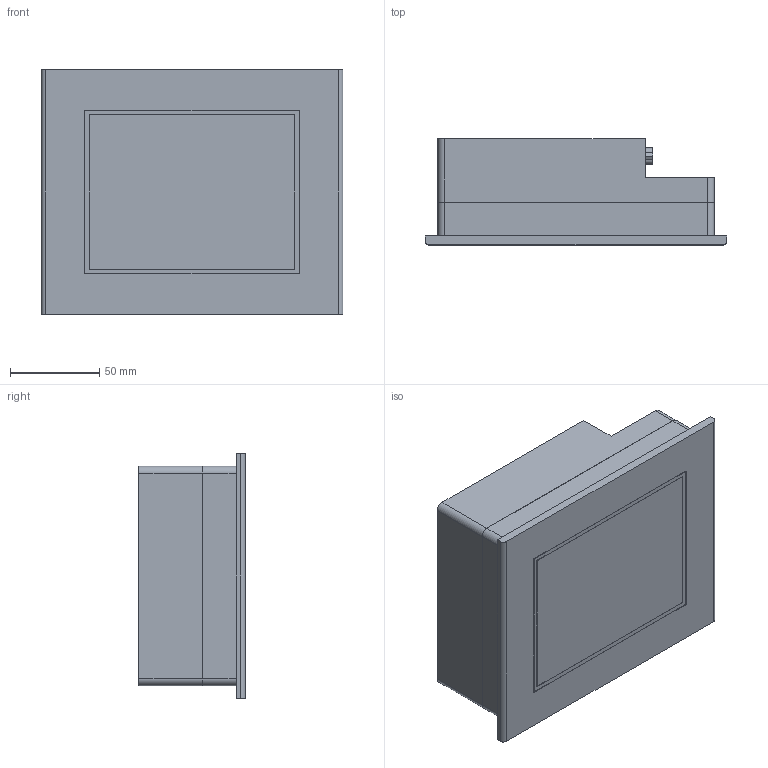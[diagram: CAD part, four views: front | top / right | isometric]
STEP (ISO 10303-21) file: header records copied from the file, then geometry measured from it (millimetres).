
FILE_DESCRIPTION(('starvars output'),'2;1');
FILE_NAME('HMIGTO2315_3D.stp','17:23:55 2020/04/01',( 'Thomas Industrial Network Germany GmbH'),( 'Thomas Industrial Network Germany GmbH'),'unknown preprocess','ACIS' ,'unknown authorization');
FILE_SCHEMA(('CONFIG_CONTROL_DESIGN {UNKNOWN IMPLEMENTATION LEVEL}'));
Length unit declared in the file: millimetre
Products named in the file (1): PRODUCT_ID_141
Bounding box: 169 x 59.5 x 137 mm (x, y, z)
Volume: 1043799.5 mm3; surface area: 81555 mm2
Topology: 1 solids, 1 shells, 253 faces, 624 edges, 416 vertices
Faces by surface type: plane 208, cylinder 45
Entity records: 7277 total; most frequent: CARTESIAN_POINT 1249, ORIENTED_EDGE 1248, DIRECTION 1136, EDGE_CURVE 624, VECTOR 530, LINE 530, VERTEX_POINT 416, AXIS2_PLACEMENT_3D 303
